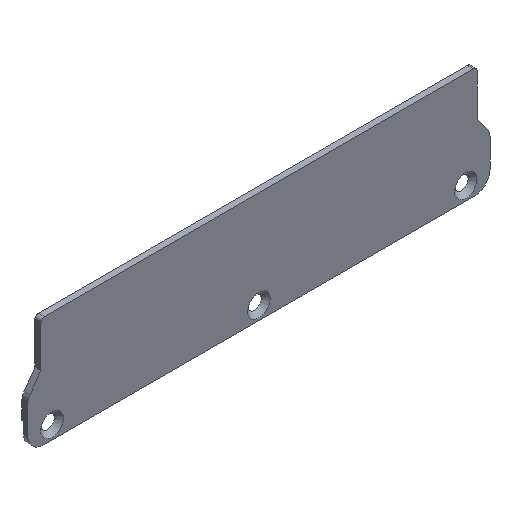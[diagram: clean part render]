
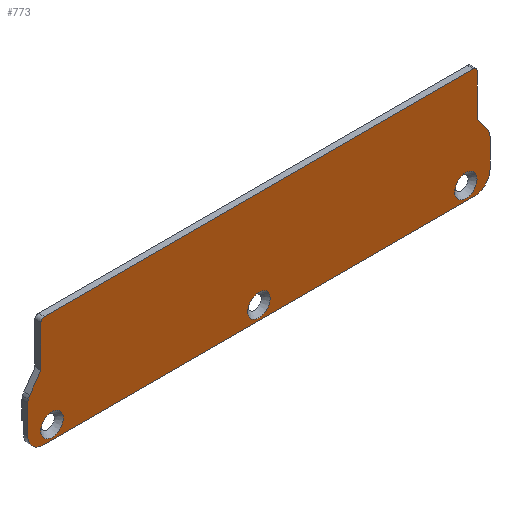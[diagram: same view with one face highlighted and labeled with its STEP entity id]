
A CAD part, isometric view. The second image highlights one B-rep face of the part: STEP entity #773.
In plain terms, the highlighted planar face has unit normal (0, -1, 0).
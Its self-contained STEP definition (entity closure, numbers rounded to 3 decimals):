
#291=CARTESIAN_POINT('',(-66.863,-3.95,-18.443));
#292=VERTEX_POINT('',#291);
#299=CARTESIAN_POINT('',(-66.464,-3.95,-17.628));
#300=VERTEX_POINT('',#299);
#301=CARTESIAN_POINT('',(-64.,-3.95,-19.34));
#302=DIRECTION('',(0.,1.,0.));
#303=DIRECTION('',(0.,-0.,1.));
#304=AXIS2_PLACEMENT_3D('',#301,#302,#303);
#305=CIRCLE('',#304,3.);
#306=EDGE_CURVE('',#292,#300,#305,.T.);
#332=CARTESIAN_POINT('',(-63.25,-3.95,-13.));
#333=VERTEX_POINT('',#332);
#334=CARTESIAN_POINT('',(-63.25,-3.95,-13.));
#335=DIRECTION('',(-0.57,0.,-0.821));
#336=VECTOR('',#335,5.635);
#337=LINE('',#334,#336);
#338=EDGE_CURVE('',#333,#300,#337,.T.);
#362=CARTESIAN_POINT('',(66.863,-3.95,-18.443));
#363=VERTEX_POINT('',#362);
#381=CARTESIAN_POINT('',(66.464,-3.95,-17.628));
#382=VERTEX_POINT('',#381);
#389=CARTESIAN_POINT('',(64.,-3.95,-19.34));
#390=DIRECTION('',(0.,-1.,0.));
#391=DIRECTION('',(0.,0.,-1.));
#392=AXIS2_PLACEMENT_3D('',#389,#390,#391);
#393=CIRCLE('',#392,3.);
#394=EDGE_CURVE('',#363,#382,#393,.T.);
#406=CARTESIAN_POINT('',(63.25,-3.95,-13.));
#407=VERTEX_POINT('',#406);
#414=CARTESIAN_POINT('',(63.25,-3.95,-13.));
#415=DIRECTION('',(0.57,0.,-0.821));
#416=VECTOR('',#415,5.635);
#417=LINE('',#414,#416);
#418=EDGE_CURVE('',#407,#382,#417,.T.);
#435=CARTESIAN_POINT('',(-62.5,-3.95,-32.1));
#436=VERTEX_POINT('',#435);
#443=CARTESIAN_POINT('',(-67.,-3.95,-27.6));
#444=VERTEX_POINT('',#443);
#445=CARTESIAN_POINT('',(-62.5,-3.95,-27.6));
#446=DIRECTION('',(0.,1.,0.));
#447=DIRECTION('',(0.,-0.,1.));
#448=AXIS2_PLACEMENT_3D('',#445,#446,#447);
#449=CIRCLE('',#448,4.5);
#450=EDGE_CURVE('',#436,#444,#449,.T.);
#467=CARTESIAN_POINT('',(62.5,-3.95,-32.1));
#468=VERTEX_POINT('',#467);
#475=CARTESIAN_POINT('',(62.5,-3.95,-32.1));
#476=DIRECTION('',(-1.,0.,0.));
#477=VECTOR('',#476,125.);
#478=LINE('',#475,#477);
#479=EDGE_CURVE('',#468,#436,#478,.T.);
#491=CARTESIAN_POINT('',(67.,-3.95,-27.6));
#492=VERTEX_POINT('',#491);
#499=CARTESIAN_POINT('',(62.5,-3.95,-27.6));
#500=DIRECTION('',(0.,1.,0.));
#501=DIRECTION('',(0.,-0.,1.));
#502=AXIS2_PLACEMENT_3D('',#499,#500,#501);
#503=CIRCLE('',#502,4.5);
#504=EDGE_CURVE('',#492,#468,#503,.T.);
#516=CARTESIAN_POINT('',(67.,-3.95,-19.34));
#517=VERTEX_POINT('',#516);
#526=CARTESIAN_POINT('',(67.,-3.95,-27.6));
#527=DIRECTION('',(-0.,-0.,1.));
#528=VECTOR('',#527,8.26);
#529=LINE('',#526,#528);
#530=EDGE_CURVE('',#492,#517,#529,.T.);
#565=CARTESIAN_POINT('',(63.25,-3.95,-1.));
#566=VERTEX_POINT('',#565);
#573=CARTESIAN_POINT('',(63.25,-3.95,-13.));
#574=DIRECTION('',(-0.,-0.,1.));
#575=VECTOR('',#574,12.);
#576=LINE('',#573,#575);
#577=EDGE_CURVE('',#407,#566,#576,.T.);
#587=CARTESIAN_POINT('',(-63.25,-3.95,-1.));
#588=VERTEX_POINT('',#587);
#589=CARTESIAN_POINT('',(-63.25,-3.95,-13.));
#590=DIRECTION('',(0.,0.,1.));
#591=VECTOR('',#590,12.);
#592=LINE('',#589,#591);
#593=EDGE_CURVE('',#333,#588,#592,.T.);
#618=CARTESIAN_POINT('',(-62.25,-3.95,0.));
#619=VERTEX_POINT('',#618);
#620=CARTESIAN_POINT('',(62.25,-3.95,0.));
#621=VERTEX_POINT('',#620);
#622=CARTESIAN_POINT('',(-62.25,-3.95,0.));
#623=DIRECTION('',(1.,0.,-0.));
#624=VECTOR('',#623,124.5);
#625=LINE('',#622,#624);
#626=EDGE_CURVE('',#619,#621,#625,.T.);
#659=CARTESIAN_POINT('',(-67.,-3.95,-19.34));
#660=VERTEX_POINT('',#659);
#661=CARTESIAN_POINT('',(-67.,-3.95,-27.6));
#662=DIRECTION('',(0.,0.,1.));
#663=VECTOR('',#662,8.26);
#664=LINE('',#661,#663);
#665=EDGE_CURVE('',#444,#660,#664,.T.);
#693=CARTESIAN_POINT('',(0.,-3.95,-18.5));
#694=DIRECTION('',(0.,-1.,0.));
#695=DIRECTION('',(0.,0.,-1.));
#696=AXIS2_PLACEMENT_3D('',#693,#694,#695);
#697=PLANE('',#696);
#698=CARTESIAN_POINT('',(-60.,-3.95,-31.441));
#699=VERTEX_POINT('',#698);
#700=CARTESIAN_POINT('',(-60.,-3.95,-28.2));
#701=DIRECTION('',(-0.,1.,-0.));
#702=DIRECTION('',(0.,0.,-1.));
#703=AXIS2_PLACEMENT_3D('',#700,#701,#702);
#704=CIRCLE('',#703,3.241);
#705=EDGE_CURVE('',#699,#699,#704,.T.);
#706=ORIENTED_EDGE('',*,*,#705,.T.);
#707=EDGE_LOOP('',(#706));
#708=FACE_BOUND('',#707,.T.);
#709=CARTESIAN_POINT('',(60.,-3.95,-31.441));
#710=VERTEX_POINT('',#709);
#711=CARTESIAN_POINT('',(60.,-3.95,-28.2));
#712=DIRECTION('',(-0.,1.,-0.));
#713=DIRECTION('',(0.,0.,-1.));
#714=AXIS2_PLACEMENT_3D('',#711,#712,#713);
#715=CIRCLE('',#714,3.241);
#716=EDGE_CURVE('',#710,#710,#715,.T.);
#717=ORIENTED_EDGE('',*,*,#716,.T.);
#718=EDGE_LOOP('',(#717));
#719=FACE_BOUND('',#718,.T.);
#720=CARTESIAN_POINT('',(-0.,-3.95,-31.441));
#721=VERTEX_POINT('',#720);
#722=CARTESIAN_POINT('',(0.,-3.95,-28.2));
#723=DIRECTION('',(-0.,1.,-0.));
#724=DIRECTION('',(0.,0.,-1.));
#725=AXIS2_PLACEMENT_3D('',#722,#723,#724);
#726=CIRCLE('',#725,3.241);
#727=EDGE_CURVE('',#721,#721,#726,.T.);
#728=ORIENTED_EDGE('',*,*,#727,.T.);
#729=EDGE_LOOP('',(#728));
#730=FACE_BOUND('',#729,.T.);
#731=ORIENTED_EDGE('',*,*,#577,.T.);
#732=CARTESIAN_POINT('',(62.25,-3.95,-1.));
#733=DIRECTION('',(0.,-1.,0.));
#734=DIRECTION('',(0.,0.,-1.));
#735=AXIS2_PLACEMENT_3D('',#732,#733,#734);
#736=CIRCLE('',#735,1.);
#737=EDGE_CURVE('',#566,#621,#736,.T.);
#738=ORIENTED_EDGE('',*,*,#737,.T.);
#739=ORIENTED_EDGE('',*,*,#626,.F.);
#740=CARTESIAN_POINT('',(-62.25,-3.95,-1.));
#741=DIRECTION('',(0.,-1.,0.));
#742=DIRECTION('',(0.,0.,-1.));
#743=AXIS2_PLACEMENT_3D('',#740,#741,#742);
#744=CIRCLE('',#743,1.);
#745=EDGE_CURVE('',#619,#588,#744,.T.);
#746=ORIENTED_EDGE('',*,*,#745,.T.);
#747=ORIENTED_EDGE('',*,*,#593,.F.);
#748=ORIENTED_EDGE('',*,*,#338,.T.);
#749=ORIENTED_EDGE('',*,*,#306,.F.);
#750=CARTESIAN_POINT('',(-64.,-3.95,-19.34));
#751=DIRECTION('',(0.,1.,0.));
#752=DIRECTION('',(0.,-0.,1.));
#753=AXIS2_PLACEMENT_3D('',#750,#751,#752);
#754=CIRCLE('',#753,3.);
#755=EDGE_CURVE('',#660,#292,#754,.T.);
#756=ORIENTED_EDGE('',*,*,#755,.F.);
#757=ORIENTED_EDGE('',*,*,#665,.F.);
#758=ORIENTED_EDGE('',*,*,#450,.F.);
#759=ORIENTED_EDGE('',*,*,#479,.F.);
#760=ORIENTED_EDGE('',*,*,#504,.F.);
#761=ORIENTED_EDGE('',*,*,#530,.T.);
#762=CARTESIAN_POINT('',(64.,-3.95,-19.34));
#763=DIRECTION('',(0.,-1.,0.));
#764=DIRECTION('',(0.,0.,-1.));
#765=AXIS2_PLACEMENT_3D('',#762,#763,#764);
#766=CIRCLE('',#765,3.);
#767=EDGE_CURVE('',#517,#363,#766,.T.);
#768=ORIENTED_EDGE('',*,*,#767,.T.);
#769=ORIENTED_EDGE('',*,*,#394,.T.);
#770=ORIENTED_EDGE('',*,*,#418,.F.);
#771=EDGE_LOOP('',(#731,#738,#739,#746,#747,#748,#749,#756,#757,#758,#759,#760,#761,#768,#769,#770));
#772=FACE_BOUND('',#771,.T.);
#773=ADVANCED_FACE('',(#708,#719,#730,#772),#697,.T.);
